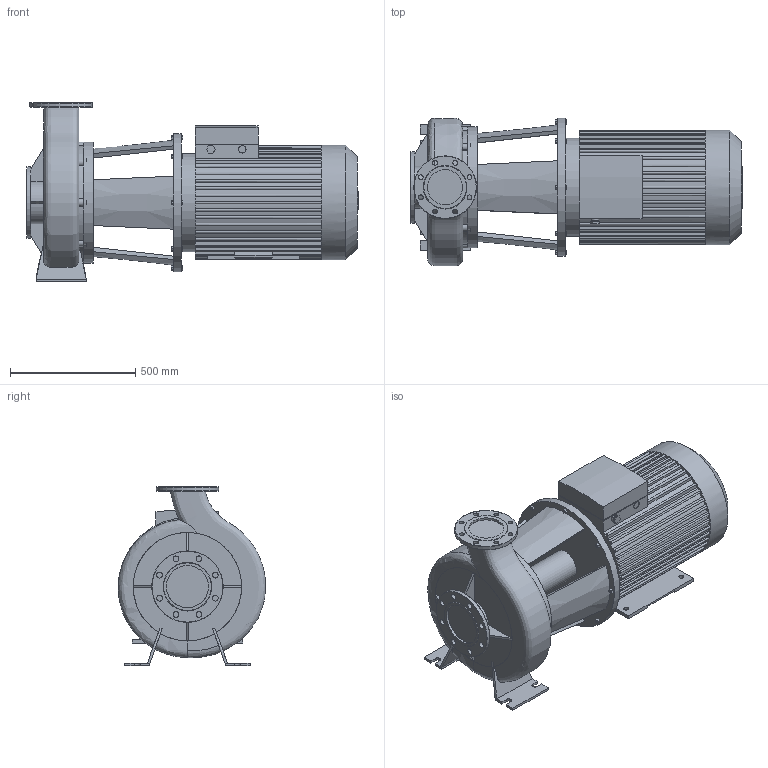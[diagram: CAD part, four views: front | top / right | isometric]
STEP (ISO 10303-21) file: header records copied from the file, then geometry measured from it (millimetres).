
FILE_DESCRIPTION(/* description */ (''),/* implementation_level */ '2;1');
FILE_NAME(/* name */ '3d_BL125_370-45_4-2160686.stp',/* time_stamp */ '2017-11-06T15:09:36+01:00',/* author */ ('Andrzej'),/* organization */ (''),/* preprocessor_version */ 'ST-DEVELOPER v16.13',/* originating_system */ 'AutoCAD Mechanical',/* authorisation */ '');
FILE_SCHEMA (('AUTOMOTIVE_DESIGN { 1 0 10303 214 3 1 1 }'));
Length unit declared in the file: millimetre
Products named in the file (1): Product
Bounding box: 1323 x 587.61 x 715 mm (x, y, z)
Volume: 183326219.2 mm3; surface area: 5038164.2 mm2
Topology: 10 solids, 10 shells, 643 faces, 1664 edges, 1080 vertices
Faces by surface type: plane 423, cylinder 157, bspline 40, cone 19, torus 4
Full cylindrical faces by diameter (mm): 10 x8, 19 x12, 23 x8, 26 x1, 30 x4, 120 x1, 139.7 x1, 168.3 x1, 250 x1, 285 x1, 391 x1, 456 x1, 482 x1, 550 x1
Entity records: 28611 total; most frequent: CARTESIAN_POINT 12934, ORIENTED_EDGE 3212, DIRECTION 3142, EDGE_CURVE 1606, VERTEX_POINT 1079, LINE 1070, VECTOR 1070, AXIS2_PLACEMENT_3D 1036
